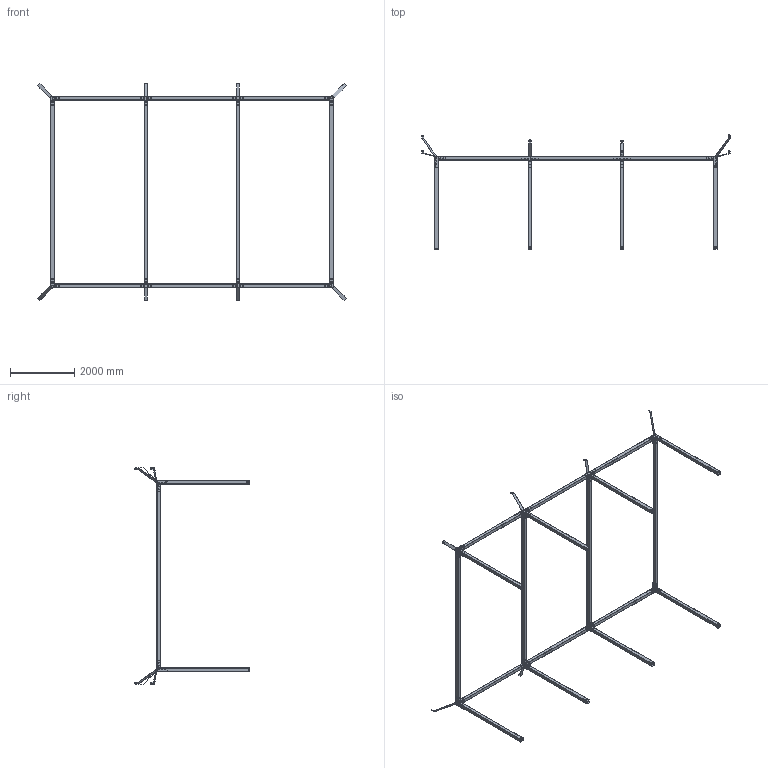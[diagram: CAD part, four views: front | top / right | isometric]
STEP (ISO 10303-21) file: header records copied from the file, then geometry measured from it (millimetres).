
FILE_DESCRIPTION (( 'STEP AP214' ), '1' );
FILE_NAME ('Ensamble Pergola Estacionamiento.STEP', '2024-09-26T17:01:44', ( '' ), ( '' ), 'SwSTEP 2.0', 'SolidWorks 2017', '' );
FILE_SCHEMA (( 'AUTOMOTIVE_DESIGN' ));
Length unit declared in the file: millimetre
Products named in the file (21): Y_45Grados; Poste_Intermedios; heavy hex structural bolt_ai_HHSBOLT 0.6250-11x1x1-N; Poste_ Frente; Poste_2.85m Altura; Escuadra Pergola; T Ancla_10 Grados; Copy of Escuadra Pergola^Poste Esquinero_Ensamble Pergola Estacionamiento; Poste Esquinero^Ensamble Pergola Estacionamiento_10 Grados; Ensamble Pergola Estacionamiento; Y; Poste_5.70m<As Machined>; heavy hex structural bolt_ai_HHSBOLT 0.6250-11x1.25x1.25-N; T; Poste Esquinero^Ensamble Pergola Estacionamiento; Poste_2.79<As Machined>; T Ancla_45 Grados; Poste_Soporte; Ensamble T^Ensamble Pergola Estacionamiento; Copy of Escuadra Pergola^Poste Esquinero_Ensamble Pergola Estacionamiento_45 Grados; Clip
Assembly tree (57 placements, depth 4):
  Ensamble Pergola Estacionamiento
    Poste Esquinero^Ensamble Pergola Estacionamiento  x2
      Clip
      Poste_2.85m Altura
      Copy of Escuadra Pergola^Poste Esquinero_Ensamble Pergola Estacionamiento_45 Grados
        heavy hex structural bolt_ai_HHSBOLT 0.6250-11x1x1-N  x13
        Y_45Grados
        Escuadra Pergola
        heavy hex structural bolt_ai_HHSBOLT 0.6250-11x1.25x1.25-N
    Poste Esquinero^Ensamble Pergola Estacionamiento_10 Grados  x2
      Clip
      Poste_2.85m Altura
      Copy of Escuadra Pergola^Poste Esquinero_Ensamble Pergola Estacionamiento
        heavy hex structural bolt_ai_HHSBOLT 0.6250-11x1x1-N  x13
        Y
        Escuadra Pergola
        heavy hex structural bolt_ai_HHSBOLT 0.6250-11x1.25x1.25-N
    Ensamble T^Ensamble Pergola Estacionamiento  x2
      Poste_ Frente
      T
      Poste_Soporte
      Poste_2.79<As Machined>
      Poste_Intermedios
    Poste_5.70m<As Machined>  x2
    T Ancla_45 Grados  x2
    T Ancla_10 Grados  x2
Bounding box: 9565.96 x 3540.07 x 6729.68 mm (x, y, z)
Volume: 57023410.4 mm3; surface area: 53984364.6 mm2
Topology: 92 solids, 92 shells, 5216 faces, 13520 edges, 8544 vertices
Faces by surface type: plane 2212, cylinder 1728, bspline 716, cone 448, torus 112
Entity records: 42427 total; most frequent: CARTESIAN_POINT 9786, ORIENTED_EDGE 6798, DIRECTION 6253, EDGE_CURVE 3399, VERTEX_POINT 2214, AXIS2_PLACEMENT_3D 2175, VECTOR 1903, LINE 1903
